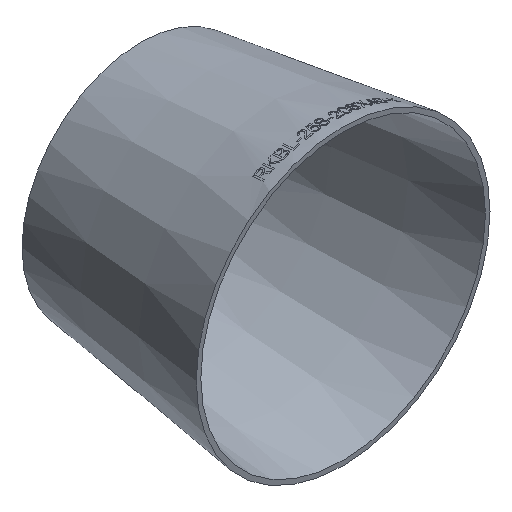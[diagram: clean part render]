
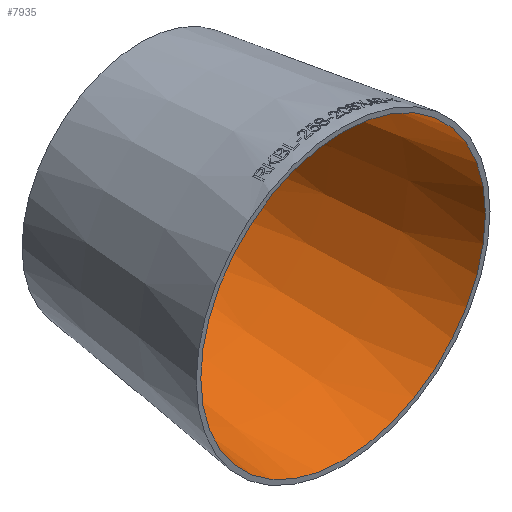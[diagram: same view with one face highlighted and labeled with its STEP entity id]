
A CAD part, isometric view. The second image highlights one B-rep face of the part: STEP entity #7935.
In plain terms, the highlighted conical face has half-angle 7.995 degrees and reference radius 124.961 mm.
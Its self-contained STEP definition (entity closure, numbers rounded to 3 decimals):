
#259 = CARTESIAN_POINT ( 'NONE',  ( 0., 0., -124.961 ) ) ;
#1531 = EDGE_LOOP ( 'NONE', ( #30158 ) ) ;
#3905 = EDGE_CURVE ( 'NONE', #29527, #29527, #5435, .T. ) ;
#4358 = FACE_OUTER_BOUND ( 'NONE', #15537, .T. ) ;
#5435 = CIRCLE ( 'NONE', #20206, 124.961 ) ;
#6184 = CONICAL_SURFACE ( 'NONE', #11077, 124.961, 0.14 ) ;
#7052 = FACE_BOUND ( 'NONE', #1531, .T. ) ;
#7241 = DIRECTION ( 'NONE',  ( 0., 0., -1. ) ) ;
#7935 = ADVANCED_FACE ( 'NONE', ( #7052, #4358 ), #6184, .F. ) ;
#10123 = DIRECTION ( 'NONE',  ( 0., 0., -1. ) ) ;
#11077 = AXIS2_PLACEMENT_3D ( 'NONE', #15515, #32909, #10123 ) ;
#12268 = DIRECTION ( 'NONE',  ( 0., -1., 0. ) ) ;
#15515 = CARTESIAN_POINT ( 'NONE',  ( 0., 0., 0. ) ) ;
#15537 = EDGE_LOOP ( 'NONE', ( #26195 ) ) ;
#16172 = EDGE_CURVE ( 'NONE', #23936, #23936, #21876, .T. ) ;
#19370 = DIRECTION ( 'NONE',  ( 0., -1., 0. ) ) ;
#20206 = AXIS2_PLACEMENT_3D ( 'NONE', #36714, #19370, #7241 ) ;
#20943 = DIRECTION ( 'NONE',  ( 0., 0., -1. ) ) ;
#21876 = CIRCLE ( 'NONE', #26802, 99.961 ) ;
#23936 = VERTEX_POINT ( 'NONE', #35698 ) ;
#26195 = ORIENTED_EDGE ( 'NONE', *, *, #3905, .T. ) ;
#26802 = AXIS2_PLACEMENT_3D ( 'NONE', #35209, #12268, #20943 ) ;
#29527 = VERTEX_POINT ( 'NONE', #259 ) ;
#30158 = ORIENTED_EDGE ( 'NONE', *, *, #16172, .F. ) ;
#32909 = DIRECTION ( 'NONE',  ( 0., -1., 0. ) ) ;
#35209 = CARTESIAN_POINT ( 'NONE',  ( 0., 178., 0. ) ) ;
#35698 = CARTESIAN_POINT ( 'NONE',  ( 0., 178., -99.961 ) ) ;
#36714 = CARTESIAN_POINT ( 'NONE',  ( 0., 0., 0. ) ) ;
